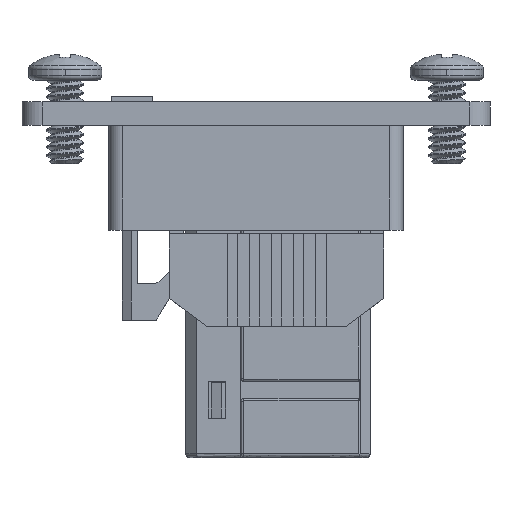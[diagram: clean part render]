
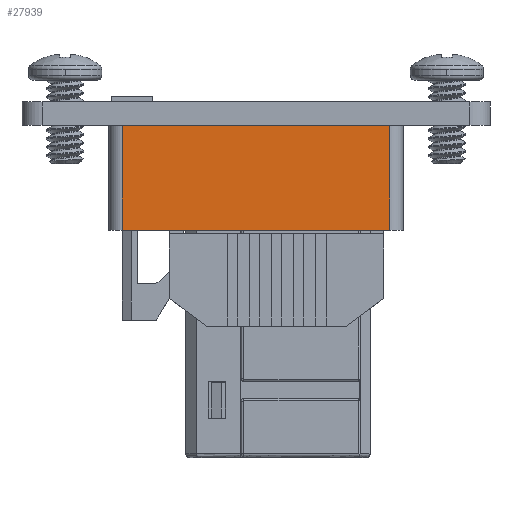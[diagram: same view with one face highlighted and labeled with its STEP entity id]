
A CAD part, left-side view. The second image highlights one B-rep face of the part: STEP entity #27939.
In plain terms, the highlighted planar face has unit normal (-1, 0, 0).
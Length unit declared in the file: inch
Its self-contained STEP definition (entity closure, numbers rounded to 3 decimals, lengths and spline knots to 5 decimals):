
#597 = VECTOR ( 'NONE', #7332, 39.37008 ) ;
#5057 = EDGE_CURVE ( 'NONE', #42868, #63313, #41160, .T. ) ;
#7332 = DIRECTION ( 'NONE',  ( 0., -1., 0. ) ) ;
#10946 = VECTOR ( 'NONE', #84717, 39.37008 ) ;
#11138 = CARTESIAN_POINT ( 'NONE',  ( -0.33, -0.4, -0.07 ) ) ;
#11675 = VECTOR ( 'NONE', #73606, 39.37008 ) ;
#13832 = CARTESIAN_POINT ( 'NONE',  ( -0.33, 0.4, -0.384 ) ) ;
#16103 = AXIS2_PLACEMENT_3D ( 'NONE', #77403, #24370, #86149 ) ;
#17549 = VECTOR ( 'NONE', #47221, 39.37008 ) ;
#21552 = CARTESIAN_POINT ( 'NONE',  ( -0.33, -0.4, -0.384 ) ) ;
#23925 = PLANE ( 'NONE',  #16103 ) ;
#24370 = DIRECTION ( 'NONE',  ( 1., 0., 0. ) ) ;
#25743 = CARTESIAN_POINT ( 'NONE',  ( -0.33, 0.44, -0.384 ) ) ;
#26770 = VERTEX_POINT ( 'NONE', #21552 ) ;
#27939 = ADVANCED_FACE ( 'NONE', ( #83984 ), #23925, .F. ) ;
#28364 = ORIENTED_EDGE ( 'NONE', *, *, #5057, .T. ) ;
#31588 = ORIENTED_EDGE ( 'NONE', *, *, #46776, .T. ) ;
#32832 = CARTESIAN_POINT ( 'NONE',  ( -0.33, 0.44, -0.07 ) ) ;
#37819 = LINE ( 'NONE', #50541, #10946 ) ;
#41019 = ORIENTED_EDGE ( 'NONE', *, *, #60238, .T. ) ;
#41160 = LINE ( 'NONE', #32832, #11675 ) ;
#42868 = VERTEX_POINT ( 'NONE', #11138 ) ;
#45928 = LINE ( 'NONE', #25743, #597 ) ;
#46776 = EDGE_CURVE ( 'NONE', #85130, #26770, #45928, .T. ) ;
#47221 = DIRECTION ( 'NONE',  ( 0., 0., -1. ) ) ;
#50541 = CARTESIAN_POINT ( 'NONE',  ( -0.33, -0.4, -1.868 ) ) ;
#55224 = EDGE_CURVE ( 'NONE', #26770, #42868, #37819, .T. ) ;
#60238 = EDGE_CURVE ( 'NONE', #63313, #85130, #66052, .T. ) ;
#60786 = CARTESIAN_POINT ( 'NONE',  ( -0.33, 0.4, -1.868 ) ) ;
#63313 = VERTEX_POINT ( 'NONE', #83413 ) ;
#63481 = EDGE_LOOP ( 'NONE', ( #31588, #68494, #28364, #41019 ) ) ;
#66052 = LINE ( 'NONE', #60786, #17549 ) ;
#68494 = ORIENTED_EDGE ( 'NONE', *, *, #55224, .T. ) ;
#73606 = DIRECTION ( 'NONE',  ( 0., 1., 0. ) ) ;
#77403 = CARTESIAN_POINT ( 'NONE',  ( -0.33, 0.44, -1.868 ) ) ;
#83413 = CARTESIAN_POINT ( 'NONE',  ( -0.33, 0.4, -0.07 ) ) ;
#83984 = FACE_OUTER_BOUND ( 'NONE', #63481, .T. ) ;
#84717 = DIRECTION ( 'NONE',  ( 0., 0., 1. ) ) ;
#85130 = VERTEX_POINT ( 'NONE', #13832 ) ;
#86149 = DIRECTION ( 'NONE',  ( 0., 1., 0. ) ) ;
